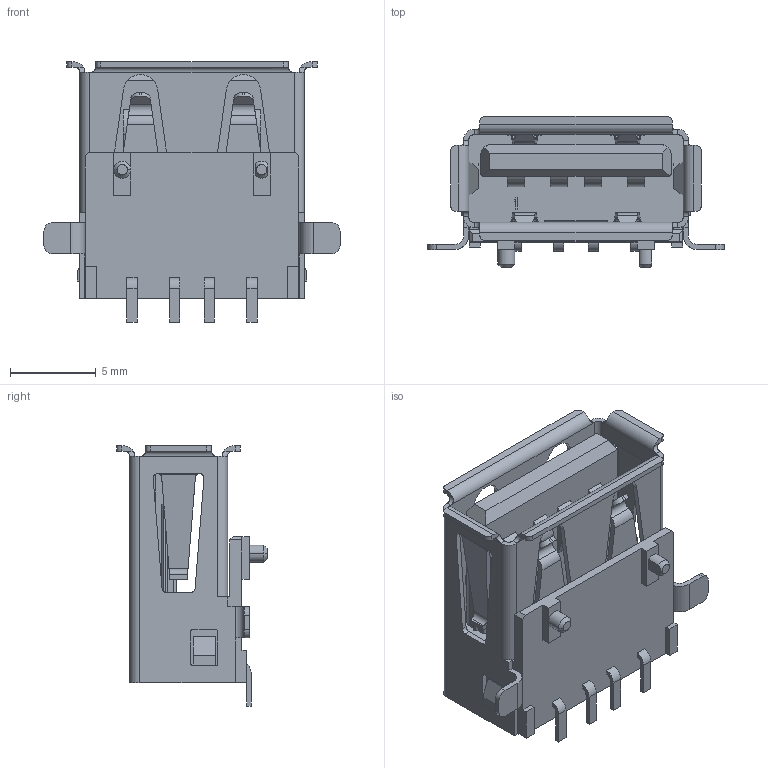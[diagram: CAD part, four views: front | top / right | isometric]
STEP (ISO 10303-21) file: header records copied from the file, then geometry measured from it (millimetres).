
FILE_DESCRIPTION((''),'2;1');
FILE_NAME('C-1-292303-6','2017-07-20T',('workeradm'),('Tyco Electronics Ltd.'),'CREO PARAMETRIC BY PTC INC, 2016050','CREO PARAMETRIC BY PTC INC, 2016050','');
FILE_SCHEMA(('AUTOMOTIVE_DESIGN { 1 0 10303 214 1 1 1 1 }'));
Length unit declared in the file: millimetre
Products named in the file (1): C-1-292303-6
Bounding box: 17.26 x 8.79 x 15.16 mm (x, y, z)
Volume: 720.9 mm3; surface area: 1381 mm2
Topology: 1 solids, 1 shells, 342 faces, 937 edges, 610 vertices
Faces by surface type: plane 218, cylinder 120, cone 4
Entity records: 11704 total; most frequent: CARTESIAN_POINT 2906, ORIENTED_EDGE 1874, DIRECTION 1665, EDGE_CURVE 937, VECTOR 677, LINE 677, VERTEX_POINT 610, AXIS2_PLACEMENT_3D 494
